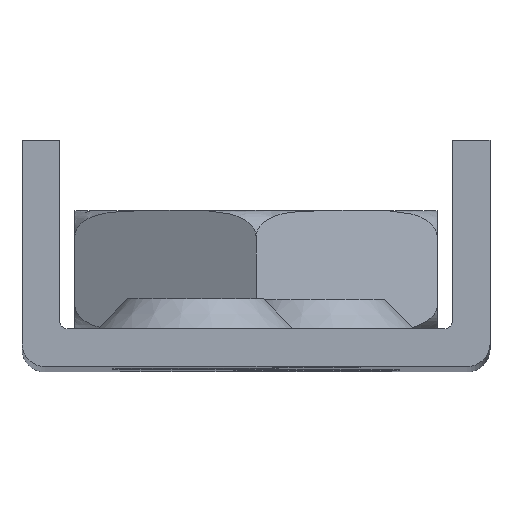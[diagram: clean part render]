
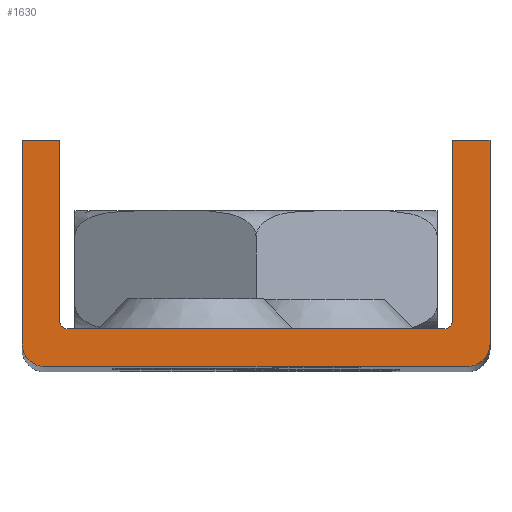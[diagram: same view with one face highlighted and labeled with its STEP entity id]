
A CAD part, top view. The second image highlights one B-rep face of the part: STEP entity #1630.
In plain terms, the highlighted planar face has unit normal (0, 0, 1).
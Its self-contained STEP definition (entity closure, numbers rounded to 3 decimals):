
#135=PLANE('',#1841);
#214=FACE_OUTER_BOUND('',#325,.T.);
#325=EDGE_LOOP('',(#1406,#1407,#1408,#1409,#1410,#1411,#1412,#1413,#1414,
#1415,#1416,#1417));
#397=CIRCLE('',#1823,0.5);
#399=CIRCLE('',#1827,0.5);
#401=CIRCLE('',#1833,1.5);
#403=CIRCLE('',#1837,1.5);
#489=LINE('',#2531,#628);
#515=LINE('',#2645,#654);
#519=LINE('',#2653,#658);
#523=LINE('',#2665,#662);
#527=LINE('',#2677,#666);
#530=LINE('',#2683,#669);
#533=LINE('',#2689,#672);
#537=LINE('',#2704,#676);
#628=VECTOR('',#2056,10.);
#654=VECTOR('',#2190,10.);
#658=VECTOR('',#2196,10.);
#662=VECTOR('',#2208,10.);
#666=VECTOR('',#2220,10.);
#669=VECTOR('',#2225,10.);
#672=VECTOR('',#2230,10.);
#676=VECTOR('',#2250,10.);
#747=VERTEX_POINT('',#2529);
#748=VERTEX_POINT('',#2530);
#781=VERTEX_POINT('',#2643);
#782=VERTEX_POINT('',#2644);
#785=VERTEX_POINT('',#2652);
#787=VERTEX_POINT('',#2658);
#789=VERTEX_POINT('',#2664);
#791=VERTEX_POINT('',#2670);
#793=VERTEX_POINT('',#2676);
#795=VERTEX_POINT('',#2682);
#797=VERTEX_POINT('',#2688);
#799=VERTEX_POINT('',#2698);
#925=EDGE_CURVE('',#747,#748,#489,.T.);
#981=EDGE_CURVE('',#781,#782,#515,.T.);
#985=EDGE_CURVE('',#782,#785,#519,.T.);
#988=EDGE_CURVE('',#785,#787,#397,.T.);
#991=EDGE_CURVE('',#787,#789,#523,.T.);
#994=EDGE_CURVE('',#789,#791,#399,.T.);
#997=EDGE_CURVE('',#791,#793,#527,.T.);
#1000=EDGE_CURVE('',#793,#795,#530,.T.);
#1003=EDGE_CURVE('',#795,#797,#533,.T.);
#1006=EDGE_CURVE('',#797,#747,#401,.T.);
#1008=EDGE_CURVE('',#748,#799,#403,.T.);
#1011=EDGE_CURVE('',#799,#781,#537,.T.);
#1406=ORIENTED_EDGE('',*,*,#981,.F.);
#1407=ORIENTED_EDGE('',*,*,#1011,.F.);
#1408=ORIENTED_EDGE('',*,*,#1008,.F.);
#1409=ORIENTED_EDGE('',*,*,#925,.F.);
#1410=ORIENTED_EDGE('',*,*,#1006,.F.);
#1411=ORIENTED_EDGE('',*,*,#1003,.F.);
#1412=ORIENTED_EDGE('',*,*,#1000,.F.);
#1413=ORIENTED_EDGE('',*,*,#997,.F.);
#1414=ORIENTED_EDGE('',*,*,#994,.F.);
#1415=ORIENTED_EDGE('',*,*,#991,.F.);
#1416=ORIENTED_EDGE('',*,*,#988,.F.);
#1417=ORIENTED_EDGE('',*,*,#985,.F.);
#1630=ADVANCED_FACE('',(#214),#135,.T.);
#1823=AXIS2_PLACEMENT_3D('',#2659,#2201,#2202);
#1827=AXIS2_PLACEMENT_3D('',#2671,#2213,#2214);
#1833=AXIS2_PLACEMENT_3D('',#2694,#2235,#2236);
#1837=AXIS2_PLACEMENT_3D('',#2699,#2243,#2244);
#1841=AXIS2_PLACEMENT_3D('',#2707,#2254,#2255);
#2056=DIRECTION('',(-1.,0.,0.));
#2190=DIRECTION('',(1.,0.,0.));
#2196=DIRECTION('',(0.,-1.,0.));
#2201=DIRECTION('center_axis',(0.,0.,1.));
#2202=DIRECTION('ref_axis',(1.,0.,0.));
#2208=DIRECTION('',(1.,0.,0.));
#2213=DIRECTION('center_axis',(0.,0.,1.));
#2214=DIRECTION('ref_axis',(0.,1.,0.));
#2220=DIRECTION('',(0.,1.,0.));
#2225=DIRECTION('',(1.,0.,0.));
#2230=DIRECTION('',(0.,-1.,0.));
#2235=DIRECTION('center_axis',(0.,0.,-1.));
#2236=DIRECTION('ref_axis',(0.,-1.,0.));
#2243=DIRECTION('center_axis',(0.,0.,-1.));
#2244=DIRECTION('ref_axis',(-1.,0.,0.));
#2250=DIRECTION('',(0.,1.,0.));
#2254=DIRECTION('center_axis',(0.,0.,1.));
#2255=DIRECTION('ref_axis',(1.,0.,0.));
#2529=CARTESIAN_POINT('',(29.5,0.,210.));
#2530=CARTESIAN_POINT('',(1.5,0.,210.));
#2531=CARTESIAN_POINT('',(1.5,0.,210.));
#2643=CARTESIAN_POINT('',(0.,15.,210.));
#2644=CARTESIAN_POINT('',(2.5,15.,210.));
#2645=CARTESIAN_POINT('',(2.5,15.,210.));
#2652=CARTESIAN_POINT('',(2.5,3.,210.));
#2653=CARTESIAN_POINT('',(2.5,3.,210.));
#2658=CARTESIAN_POINT('',(3.,2.5,210.));
#2659=CARTESIAN_POINT('Origin',(3.,3.,210.));
#2664=CARTESIAN_POINT('',(28.,2.5,210.));
#2665=CARTESIAN_POINT('',(28.,2.5,210.));
#2670=CARTESIAN_POINT('',(28.5,3.,210.));
#2671=CARTESIAN_POINT('Origin',(28.,3.,210.));
#2676=CARTESIAN_POINT('',(28.5,15.,210.));
#2677=CARTESIAN_POINT('',(28.5,15.,210.));
#2682=CARTESIAN_POINT('',(31.,15.,210.));
#2683=CARTESIAN_POINT('',(31.,15.,210.));
#2688=CARTESIAN_POINT('',(31.,1.5,210.));
#2689=CARTESIAN_POINT('',(31.,1.5,210.));
#2694=CARTESIAN_POINT('Origin',(29.5,1.5,210.));
#2698=CARTESIAN_POINT('',(0.,1.5,210.));
#2699=CARTESIAN_POINT('Origin',(1.5,1.5,210.));
#2704=CARTESIAN_POINT('',(0.,15.,210.));
#2707=CARTESIAN_POINT('Origin',(15.5,5.058,210.));
